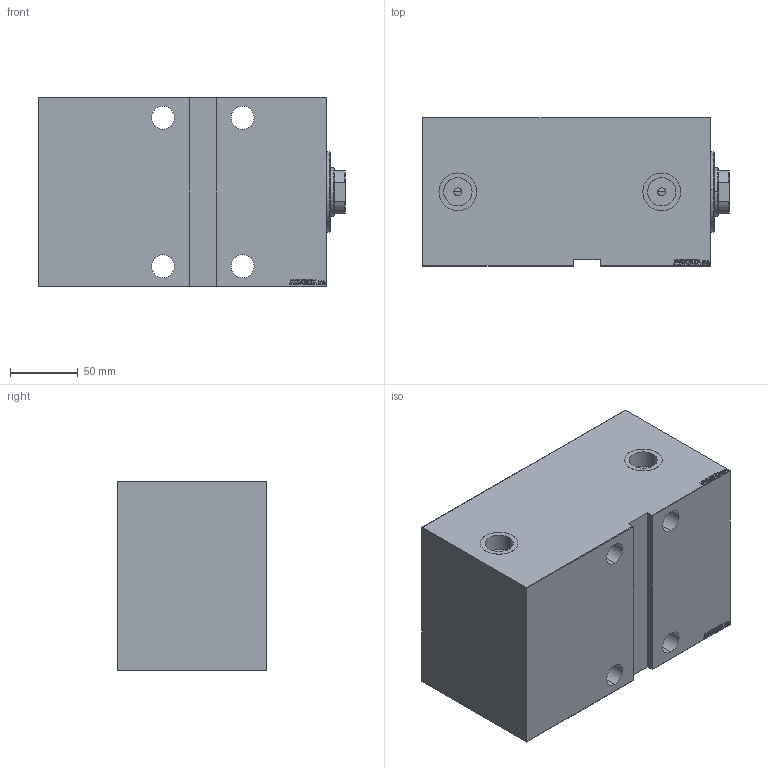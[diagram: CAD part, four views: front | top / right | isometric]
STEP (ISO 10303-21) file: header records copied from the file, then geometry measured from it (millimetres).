
FILE_DESCRIPTION (( 'STEP AP203' ), '1' );
FILE_NAME ('ae75.STEP', '2022-04-17T13:14:40', ( '' ), ( '' ), 'SwSTEP 2.0', 'SolidWorks 2019', '' );
FILE_SCHEMA (( 'CONFIG_CONTROL_DESIGN' ));
Length unit declared in the file: millimetre
Products named in the file (4): ae75; V450CM_G_VCP b1778811f3febba72e41c7cc717004f2; V450CM_VC_G b1778811f3febba72e41c7cc717004f2; V450CM_G_Body b1778811f3febba72e41c7cc717004f2
Assembly tree (3 placements, depth 2):
  ae75
    V450CM_G_Body b1778811f3febba72e41c7cc717004f2
    V450CM_G_VCP b1778811f3febba72e41c7cc717004f2
    V450CM_VC_G b1778811f3febba72e41c7cc717004f2
Bounding box: 227 x 110 x 140 mm (x, y, z)
Volume: 2510713.8 mm3; surface area: 270948.2 mm2
Topology: 3 solids, 3 shells, 856 faces, 2207 edges, 1463 vertices
Faces by surface type: plane 410, bspline 380, cylinder 52, cone 14
Entity records: 43293 total; most frequent: CARTESIAN_POINT 24512, ORIENTED_EDGE 4410, DIRECTION 2511, EDGE_CURVE 2205, VERTEX_POINT 1463, VECTOR 1315, LINE 1315, EDGE_LOOP 978
